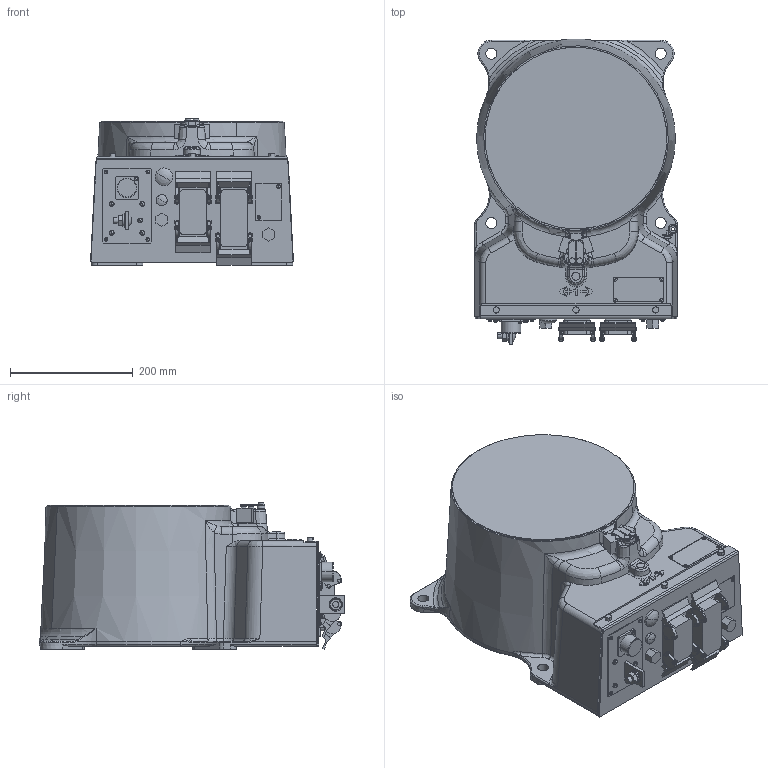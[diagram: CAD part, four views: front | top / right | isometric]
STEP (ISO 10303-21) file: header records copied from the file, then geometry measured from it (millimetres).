
FILE_DESCRIPTION (( 'STEP AP203' ), '1' );
FILE_NAME ('BA006L-AC01_BASE_Varsayýlan_sldprt.STEP', '2024-01-06T16:16:12', ( '' ), ( '' ), 'SwSTEP 2.0', 'SolidWorks 2023', '' );
FILE_SCHEMA (( 'CONFIG_CONTROL_DESIGN' ));
Length unit declared in the file: millimetre
Products named in the file (1): BA006L-AC01_BASE_Varsayılan_sldprt
Bounding box: 330 x 498.63 x 238.75 mm (x, y, z)
Volume: 23790652.7 mm3; surface area: 817716.8 mm2
Topology: 2 solids, 2 shells, 992 faces, 2505 edges, 1570 vertices
Faces by surface type: plane 442, cylinder 330, bspline 124, sphere 40, torus 33, cone 23
Entity records: 40380 total; most frequent: CARTESIAN_POINT 17422, ORIENTED_EDGE 4876, DIRECTION 4509, EDGE_CURVE 2438, AXIS2_PLACEMENT_3D 1660, VERTEX_POINT 1551, LINE 1189, VECTOR 1189
